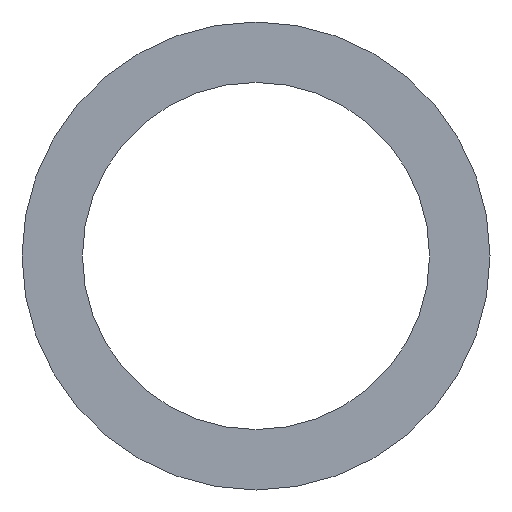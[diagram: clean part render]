
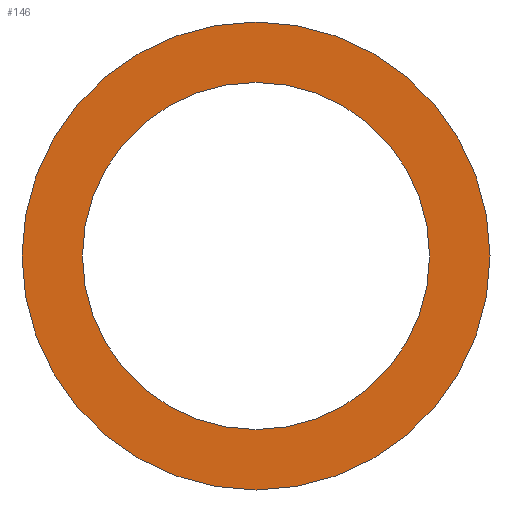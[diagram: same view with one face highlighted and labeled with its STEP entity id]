
A CAD part, left-side view. The second image highlights one B-rep face of the part: STEP entity #146.
In plain terms, the highlighted planar face has unit normal (-1, 0, 0).
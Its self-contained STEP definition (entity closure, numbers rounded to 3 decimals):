
#102 = VERTEX_POINT( '', #221 );
#104 = EDGE_CURVE( '', #134, #102, #223, .T. );
#116 = VERTEX_POINT( '', #235 );
#120 = VERTEX_POINT( '', #239 );
#124 = EDGE_CURVE( '', #102, #134, #243, .T. );
#134 = VERTEX_POINT( '', #254 );
#138 = EDGE_CURVE( '', #116, #120, #258, .T. );
#146 = ADVANCED_FACE( '', ( #267, #268 ), #269, .T. );
#160 = EDGE_CURVE( '', #120, #116, #284, .T. );
#221 = CARTESIAN_POINT( '', ( -80., -58.6, 0. ) );
#223 = CIRCLE( '', #349, 58.6 );
#235 = CARTESIAN_POINT( '', ( -80., -79., 0. ) );
#239 = CARTESIAN_POINT( '', ( -80., 79., 0. ) );
#243 = CIRCLE( '', #374, 58.6 );
#254 = CARTESIAN_POINT( '', ( -80., 58.6, 0. ) );
#258 = CIRCLE( '', #395, 79. );
#267 = FACE_BOUND( '', #405, .T. );
#268 = FACE_OUTER_BOUND( '', #406, .T. );
#269 = PLANE( '', #407 );
#284 = CIRCLE( '', #425, 79. );
#349 = AXIS2_PLACEMENT_3D( '', #499, #500, #501 );
#374 = AXIS2_PLACEMENT_3D( '', #509, #510, #511 );
#395 = AXIS2_PLACEMENT_3D( '', #530, #531, #532 );
#405 = EDGE_LOOP( '', ( #544, #545 ) );
#406 = EDGE_LOOP( '', ( #546, #547 ) );
#407 = AXIS2_PLACEMENT_3D( '', #548, #549, #550 );
#425 = AXIS2_PLACEMENT_3D( '', #565, #566, #567 );
#499 = CARTESIAN_POINT( '', ( -80., 0., 0. ) );
#500 = DIRECTION( '', ( -1., 0., 0. ) );
#501 = DIRECTION( '', ( 0., 1., 0. ) );
#509 = CARTESIAN_POINT( '', ( -80., 0., 0. ) );
#510 = DIRECTION( '', ( -1., 0., 0. ) );
#511 = DIRECTION( '', ( 0., 1., 0. ) );
#530 = CARTESIAN_POINT( '', ( -80., 0., 0. ) );
#531 = DIRECTION( '', ( -1., 0., 0. ) );
#532 = DIRECTION( '', ( 0., 1., 0. ) );
#544 = ORIENTED_EDGE( '', *, *, #104, .F. );
#545 = ORIENTED_EDGE( '', *, *, #124, .F. );
#546 = ORIENTED_EDGE( '', *, *, #160, .T. );
#547 = ORIENTED_EDGE( '', *, *, #138, .T. );
#548 = CARTESIAN_POINT( '', ( -80., 68.8, 0. ) );
#549 = DIRECTION( '', ( -1., 0., 0. ) );
#550 = DIRECTION( '', ( 0., 1., 0. ) );
#565 = CARTESIAN_POINT( '', ( -80., 0., 0. ) );
#566 = DIRECTION( '', ( -1., 0., 0. ) );
#567 = DIRECTION( '', ( 0., 1., 0. ) );
